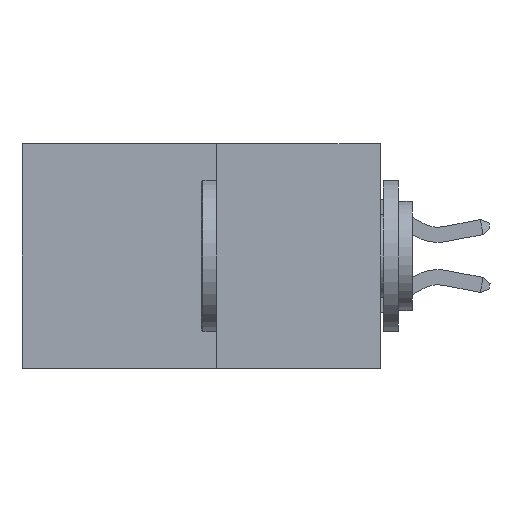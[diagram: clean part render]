
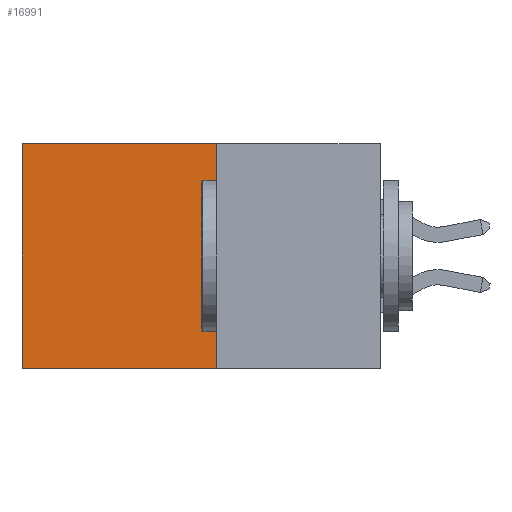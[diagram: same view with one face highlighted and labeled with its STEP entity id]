
A CAD part, left-side view. The second image highlights one B-rep face of the part: STEP entity #16991.
In plain terms, the highlighted planar face has unit normal (-1, 0, 0).
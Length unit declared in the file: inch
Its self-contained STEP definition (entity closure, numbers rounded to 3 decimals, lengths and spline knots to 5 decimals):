
#114 = AXIS2_PLACEMENT_3D ( 'NONE', #805, #10587, #2194 ) ;
#490 = VECTOR ( 'NONE', #8980, 39.37008 ) ;
#586 = VERTEX_POINT ( 'NONE', #7666 ) ;
#594 = VERTEX_POINT ( 'NONE', #4768 ) ;
#670 = CARTESIAN_POINT ( 'NONE',  ( 0.277, 0.59, -0.37 ) ) ;
#805 = CARTESIAN_POINT ( 'NONE',  ( 0.277, 0.27, -0.37 ) ) ;
#957 = VECTOR ( 'NONE', #14995, 39.37008 ) ;
#975 = CARTESIAN_POINT ( 'NONE',  ( 0.277, 0.59, 0. ) ) ;
#1181 = DIRECTION ( 'NONE',  ( 0., 0., -1. ) ) ;
#1837 = CARTESIAN_POINT ( 'NONE',  ( 0.277, 0.27, -0.37 ) ) ;
#2194 = DIRECTION ( 'NONE',  ( 0., 0., -1. ) ) ;
#2741 = VERTEX_POINT ( 'NONE', #13527 ) ;
#3420 = EDGE_CURVE ( 'NONE', #2741, #594, #5137, .T. ) ;
#4674 = LINE ( 'NONE', #8079, #957 ) ;
#4768 = CARTESIAN_POINT ( 'NONE',  ( 0.277, 0.59, -0.37 ) ) ;
#4966 = VECTOR ( 'NONE', #1181, 39.37008 ) ;
#5137 = LINE ( 'NONE', #1837, #6004 ) ;
#5339 = VERTEX_POINT ( 'NONE', #975 ) ;
#6004 = VECTOR ( 'NONE', #17826, 39.37008 ) ;
#6157 = FACE_OUTER_BOUND ( 'NONE', #12828, .T. ) ;
#7632 = ORIENTED_EDGE ( 'NONE', *, *, #13701, .F. ) ;
#7666 = CARTESIAN_POINT ( 'NONE',  ( 0.277, 0.27, 0. ) ) ;
#8079 = CARTESIAN_POINT ( 'NONE',  ( 0.277, 0.27, 0. ) ) ;
#8137 = CARTESIAN_POINT ( 'NONE',  ( 0.277, 0.27, -0.37 ) ) ;
#8980 = DIRECTION ( 'NONE',  ( 0., 0., -1. ) ) ;
#9113 = LINE ( 'NONE', #8137, #4966 ) ;
#10587 = DIRECTION ( 'NONE',  ( 1., 0., 0. ) ) ;
#11093 = ORIENTED_EDGE ( 'NONE', *, *, #16874, .T. ) ;
#11430 = EDGE_CURVE ( 'NONE', #586, #5339, #4674, .T. ) ;
#11634 = LINE ( 'NONE', #670, #490 ) ;
#12308 = ORIENTED_EDGE ( 'NONE', *, *, #3420, .F. ) ;
#12373 = ORIENTED_EDGE ( 'NONE', *, *, #11430, .T. ) ;
#12828 = EDGE_LOOP ( 'NONE', ( #11093, #12308, #7632, #12373 ) ) ;
#13527 = CARTESIAN_POINT ( 'NONE',  ( 0.277, 0.27, -0.37 ) ) ;
#13701 = EDGE_CURVE ( 'NONE', #586, #2741, #9113, .T. ) ;
#14995 = DIRECTION ( 'NONE',  ( 0., 1., 0. ) ) ;
#16071 = PLANE ( 'NONE',  #114 ) ;
#16874 = EDGE_CURVE ( 'NONE', #5339, #594, #11634, .T. ) ;
#16991 = ADVANCED_FACE ( 'NONE', ( #6157 ), #16071, .F. ) ;
#17826 = DIRECTION ( 'NONE',  ( 0., 1., 0. ) ) ;
